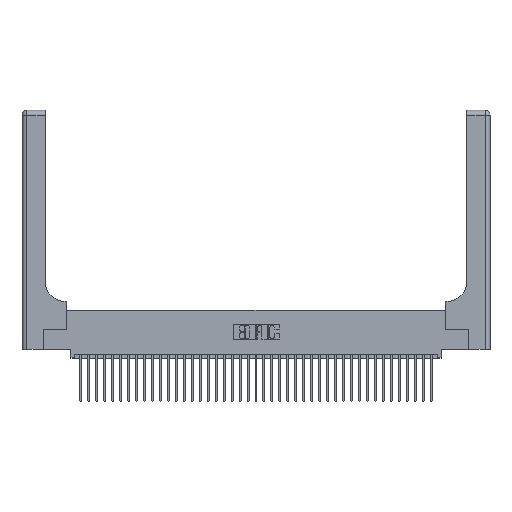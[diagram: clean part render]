
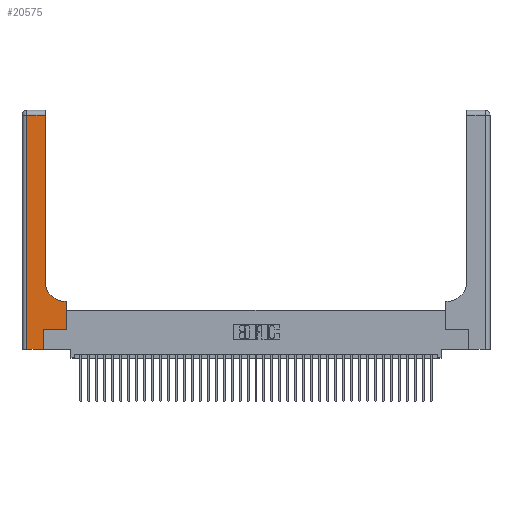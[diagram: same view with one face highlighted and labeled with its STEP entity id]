
A CAD part, top view. The second image highlights one B-rep face of the part: STEP entity #20575.
In plain terms, the highlighted planar face has unit normal (0, 0, 1).
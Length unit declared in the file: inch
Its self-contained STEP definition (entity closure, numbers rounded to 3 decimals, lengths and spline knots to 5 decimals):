
#180 = CARTESIAN_POINT ( 'NONE',  ( 0.2915, 0.85, 0.37 ) ) ;
#331 = ORIENTED_EDGE ( 'NONE', *, *, #1687, .T. ) ;
#719 = LINE ( 'NONE', #31558, #9070 ) ;
#764 = ORIENTED_EDGE ( 'NONE', *, *, #8564, .T. ) ;
#965 = CARTESIAN_POINT ( 'NONE',  ( 0.06, 0., 0.37 ) ) ;
#1072 = VERTEX_POINT ( 'NONE', #7063 ) ;
#1572 = AXIS2_PLACEMENT_3D ( 'NONE', #18931, #28263, #9662 ) ;
#1687 = EDGE_CURVE ( 'NONE', #21320, #5371, #5340, .T. ) ;
#2211 = DIRECTION ( 'NONE',  ( 0., 1., 0. ) ) ;
#2393 = FACE_OUTER_BOUND ( 'NONE', #7433, .T. ) ;
#2921 = LINE ( 'NONE', #26208, #25815 ) ;
#3994 = ORIENTED_EDGE ( 'NONE', *, *, #21473, .T. ) ;
#4350 = AXIS2_PLACEMENT_3D ( 'NONE', #27187, #8565, #30269 ) ;
#4708 = VERTEX_POINT ( 'NONE', #965 ) ;
#5221 = DIRECTION ( 'NONE',  ( -1., 0., 0. ) ) ;
#5340 = LINE ( 'NONE', #13155, #10728 ) ;
#5371 = VERTEX_POINT ( 'NONE', #35301 ) ;
#5637 = ORIENTED_EDGE ( 'NONE', *, *, #32033, .T. ) ;
#5659 = CARTESIAN_POINT ( 'NONE',  ( 0.269, 0., 0.37 ) ) ;
#5895 = CARTESIAN_POINT ( 'NONE',  ( 0.06, 2.94, 0.37 ) ) ;
#6526 = PLANE ( 'NONE',  #1572 ) ;
#7063 = CARTESIAN_POINT ( 'NONE',  ( 0.2915, 2.94, 0.37 ) ) ;
#7433 = EDGE_LOOP ( 'NONE', ( #5637, #21399, #36985, #28824, #3994, #35839, #331, #764, #12210 ) ) ;
#8185 = CARTESIAN_POINT ( 'NONE',  ( 0.5415, 0.6, 0.37 ) ) ;
#8564 = EDGE_CURVE ( 'NONE', #5371, #22074, #27780, .T. ) ;
#8565 = DIRECTION ( 'NONE',  ( 0., 0., -1. ) ) ;
#9070 = VECTOR ( 'NONE', #22233, 39.37008 ) ;
#9662 = DIRECTION ( 'NONE',  ( -1., 0., 0. ) ) ;
#9822 = CARTESIAN_POINT ( 'NONE',  ( 0.269, 0.25, 0.37 ) ) ;
#10728 = VECTOR ( 'NONE', #37904, 39.37008 ) ;
#11504 = CARTESIAN_POINT ( 'NONE',  ( 0.269, 0., 0.37 ) ) ;
#12210 = ORIENTED_EDGE ( 'NONE', *, *, #14615, .T. ) ;
#13155 = CARTESIAN_POINT ( 'NONE',  ( 0.5585, 0.25, 0.37 ) ) ;
#13700 = DIRECTION ( 'NONE',  ( 1., 0., 0. ) ) ;
#14488 = DIRECTION ( 'NONE',  ( 1., 0., 0. ) ) ;
#14555 = EDGE_CURVE ( 'NONE', #28776, #4708, #33376, .T. ) ;
#14615 = EDGE_CURVE ( 'NONE', #22074, #30891, #22250, .T. ) ;
#16188 = VERTEX_POINT ( 'NONE', #9822 ) ;
#17563 = CARTESIAN_POINT ( 'NONE',  ( 0.06, 3., 0.37 ) ) ;
#18931 = CARTESIAN_POINT ( 'NONE',  ( 0., 3., 0.37 ) ) ;
#19282 = EDGE_CURVE ( 'NONE', #4708, #33172, #29122, .T. ) ;
#20575 = ADVANCED_FACE ( 'NONE', ( #2393 ), #6526, .F. ) ;
#20664 = DIRECTION ( 'NONE',  ( 0., -1., 0. ) ) ;
#20875 = VECTOR ( 'NONE', #14488, 39.37008 ) ;
#21320 = VERTEX_POINT ( 'NONE', #32541 ) ;
#21399 = ORIENTED_EDGE ( 'NONE', *, *, #35456, .T. ) ;
#21473 = EDGE_CURVE ( 'NONE', #33172, #16188, #28138, .T. ) ;
#22074 = VERTEX_POINT ( 'NONE', #8185 ) ;
#22233 = DIRECTION ( 'NONE',  ( 0., 1., 0. ) ) ;
#22250 = CIRCLE ( 'NONE', #4350, 0.25 ) ;
#23738 = CARTESIAN_POINT ( 'NONE',  ( 0., 0., 0.37 ) ) ;
#25267 = LINE ( 'NONE', #29023, #27203 ) ;
#25815 = VECTOR ( 'NONE', #35485, 39.37008 ) ;
#26208 = CARTESIAN_POINT ( 'NONE',  ( 0., 2.94, 0.37 ) ) ;
#26814 = VECTOR ( 'NONE', #5221, 39.37008 ) ;
#27187 = CARTESIAN_POINT ( 'NONE',  ( 0.5415, 0.85, 0.37 ) ) ;
#27203 = VECTOR ( 'NONE', #13700, 39.37008 ) ;
#27780 = LINE ( 'NONE', #30085, #26814 ) ;
#28138 = LINE ( 'NONE', #11504, #35351 ) ;
#28263 = DIRECTION ( 'NONE',  ( 0., 0., -1. ) ) ;
#28776 = VERTEX_POINT ( 'NONE', #5895 ) ;
#28824 = ORIENTED_EDGE ( 'NONE', *, *, #19282, .T. ) ;
#29023 = CARTESIAN_POINT ( 'NONE',  ( 0.269, 0.25, 0.37 ) ) ;
#29122 = LINE ( 'NONE', #23738, #20875 ) ;
#29945 = EDGE_CURVE ( 'NONE', #16188, #21320, #25267, .T. ) ;
#30085 = CARTESIAN_POINT ( 'NONE',  ( 0.2915, 0.6, 0.37 ) ) ;
#30269 = DIRECTION ( 'NONE',  ( 1., 0., 0. ) ) ;
#30891 = VERTEX_POINT ( 'NONE', #180 ) ;
#31558 = CARTESIAN_POINT ( 'NONE',  ( 0.2915, 3., 0.37 ) ) ;
#32033 = EDGE_CURVE ( 'NONE', #30891, #1072, #719, .T. ) ;
#32541 = CARTESIAN_POINT ( 'NONE',  ( 0.5585, 0.25, 0.37 ) ) ;
#33172 = VERTEX_POINT ( 'NONE', #5659 ) ;
#33376 = LINE ( 'NONE', #17563, #39614 ) ;
#35301 = CARTESIAN_POINT ( 'NONE',  ( 0.5585, 0.6, 0.37 ) ) ;
#35351 = VECTOR ( 'NONE', #2211, 39.37008 ) ;
#35456 = EDGE_CURVE ( 'NONE', #1072, #28776, #2921, .T. ) ;
#35485 = DIRECTION ( 'NONE',  ( -1., 0., 0. ) ) ;
#35839 = ORIENTED_EDGE ( 'NONE', *, *, #29945, .T. ) ;
#36985 = ORIENTED_EDGE ( 'NONE', *, *, #14555, .T. ) ;
#37904 = DIRECTION ( 'NONE',  ( 0., 1., 0. ) ) ;
#39614 = VECTOR ( 'NONE', #20664, 39.37008 ) ;
